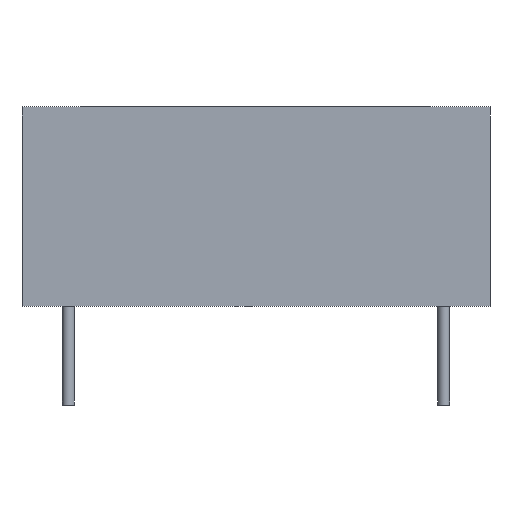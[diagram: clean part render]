
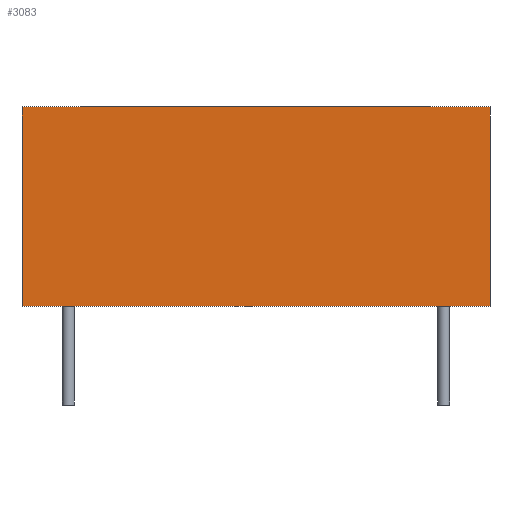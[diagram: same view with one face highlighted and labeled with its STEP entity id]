
A CAD part, front view. The second image highlights one B-rep face of the part: STEP entity #3083.
In plain terms, the highlighted planar face has unit normal (0, -1, 0).
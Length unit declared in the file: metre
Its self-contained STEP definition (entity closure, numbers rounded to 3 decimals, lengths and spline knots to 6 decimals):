
#274=ORIENTED_EDGE('',*,*,#1101,.F.);
#275=ORIENTED_EDGE('',*,*,#1096,.F.);
#276=ORIENTED_EDGE('',*,*,#997,.T.);
#277=ORIENTED_EDGE('',*,*,#1100,.T.);
#997=EDGE_CURVE('',#1411,#1413,#1705,.T.);
#1096=EDGE_CURVE('',#1411,#1511,#1795,.T.);
#1100=EDGE_CURVE('',#1413,#1513,#1799,.T.);
#1101=EDGE_CURVE('',#1511,#1513,#1800,.T.);
#1411=VERTEX_POINT('',#4540);
#1413=VERTEX_POINT('',#4544);
#1511=VERTEX_POINT('',#4741);
#1513=VERTEX_POINT('',#4750);
#1705=LINE('',#4545,#2035);
#1795=LINE('',#4743,#2125);
#1799=LINE('',#4751,#2129);
#1800=LINE('',#4753,#2130);
#2035=VECTOR('',#3618,1.);
#2125=VECTOR('',#3728,1.);
#2129=VECTOR('',#3736,1.);
#2130=VECTOR('',#3739,1.);
#2375=EDGE_LOOP('',(#274,#275,#276,#277));
#2661=FACE_BOUND('',#2375,.T.);
#2923=PLANE('',#3314);
#3083=ADVANCED_FACE('',(#2661),#2923,.T.);
#3314=AXIS2_PLACEMENT_3D('',#4752,#3737,#3738);
#3618=DIRECTION('',(-1.,0.,0.));
#3728=DIRECTION('',(0.,0.,-1.));
#3736=DIRECTION('',(0.,0.,-1.));
#3737=DIRECTION('',(0.,-1.,0.));
#3738=DIRECTION('',(0.,0.,-1.));
#3739=DIRECTION('',(-1.,0.,0.));
#4540=CARTESIAN_POINT('',(0.0095,-0.0188,0.0081));
#4544=CARTESIAN_POINT('',(-0.0095,-0.0188,0.0081));
#4545=CARTESIAN_POINT('',(0.,-0.0188,0.0081));
#4741=CARTESIAN_POINT('',(0.0095,-0.0188,0.));
#4743=CARTESIAN_POINT('',(0.0095,-0.0188,0.0081));
#4750=CARTESIAN_POINT('',(-0.0095,-0.0188,0.));
#4751=CARTESIAN_POINT('',(-0.0095,-0.0188,0.0081));
#4752=CARTESIAN_POINT('',(0.,-0.0188,0.0081));
#4753=CARTESIAN_POINT('',(0.,-0.0188,0.));
